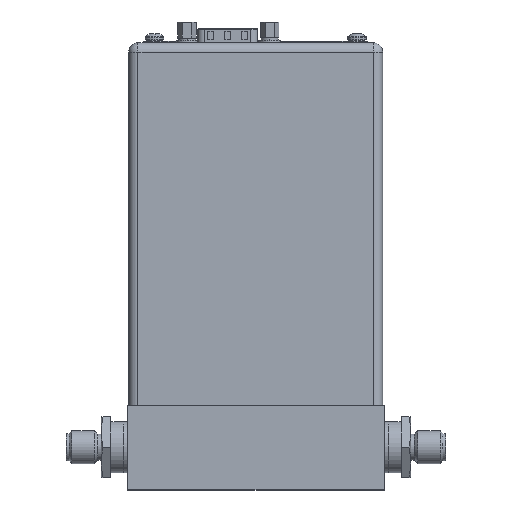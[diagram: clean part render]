
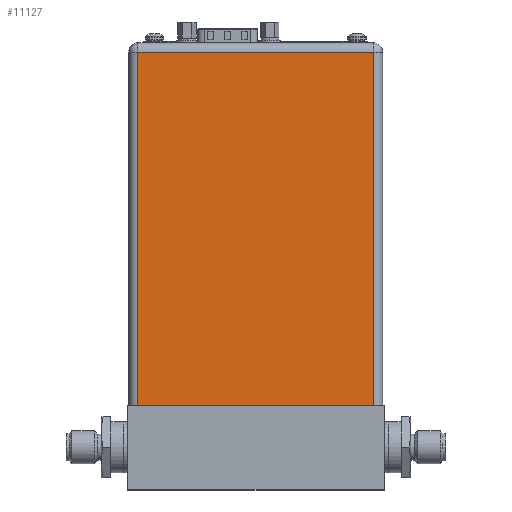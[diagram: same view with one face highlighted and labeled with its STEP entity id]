
A CAD part, top view. The second image highlights one B-rep face of the part: STEP entity #11127.
In plain terms, the highlighted planar face has unit normal (0, 0, 1).
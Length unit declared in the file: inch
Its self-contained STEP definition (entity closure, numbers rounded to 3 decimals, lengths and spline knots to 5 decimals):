
#9079=DIRECTION('',(1.,0.,0.));
#9080=VECTOR('',#9079,2.755);
#9081=CARTESIAN_POINT('',(-1.3775,0.,1.425));
#9082=LINE('',#9081,#9080);
#9727=DIRECTION('',(0.,-1.,0.));
#9728=VECTOR('',#9727,4.14);
#9729=CARTESIAN_POINT('',(1.3775,4.14,1.425));
#9730=LINE('',#9729,#9728);
#9734=DIRECTION('',(0.,-1.,0.));
#9735=VECTOR('',#9734,4.14);
#9736=CARTESIAN_POINT('',(-1.3775,4.14,1.425));
#9737=LINE('',#9736,#9735);
#9741=DIRECTION('',(1.,0.,0.));
#9742=VECTOR('',#9741,2.755);
#9743=CARTESIAN_POINT('',(-1.3775,4.14,1.425));
#9744=LINE('',#9743,#9742);
#10547=CARTESIAN_POINT('',(1.3775,0.,1.425));
#10549=VERTEX_POINT('',#10547);
#10550=CARTESIAN_POINT('',(1.3775,4.14,1.425));
#10551=VERTEX_POINT('',#10550);
#10572=CARTESIAN_POINT('',(-1.3775,0.,1.425));
#10574=VERTEX_POINT('',#10572);
#10576=CARTESIAN_POINT('',(-1.3775,4.14,1.425));
#10577=VERTEX_POINT('',#10576);
#11114=CARTESIAN_POINT('',(-1.4875,0.,1.425));
#11115=DIRECTION('',(0.,0.,1.));
#11116=DIRECTION('',(1.,0.,0.));
#11117=AXIS2_PLACEMENT_3D('',#11114,#11115,#11116);
#11118=PLANE('',#11117);
#11119=ORIENTED_EDGE('',*,*,#11106,.T.);
#11120=ORIENTED_EDGE('',*,*,#10637,.F.);
#11122=ORIENTED_EDGE('',*,*,#11121,.F.);
#11124=ORIENTED_EDGE('',*,*,#11123,.T.);
#11125=EDGE_LOOP('',(#11119,#11120,#11122,#11124));
#11126=FACE_OUTER_BOUND('',#11125,.F.);
#11127=ADVANCED_FACE('',(#11126),#11118,.T.);
#10637=EDGE_CURVE('',#10574,#10549,#9082,.T.);
#11106=EDGE_CURVE('',#10551,#10549,#9730,.T.);
#11121=EDGE_CURVE('',#10577,#10574,#9737,.T.);
#11123=EDGE_CURVE('',#10577,#10551,#9744,.T.);
